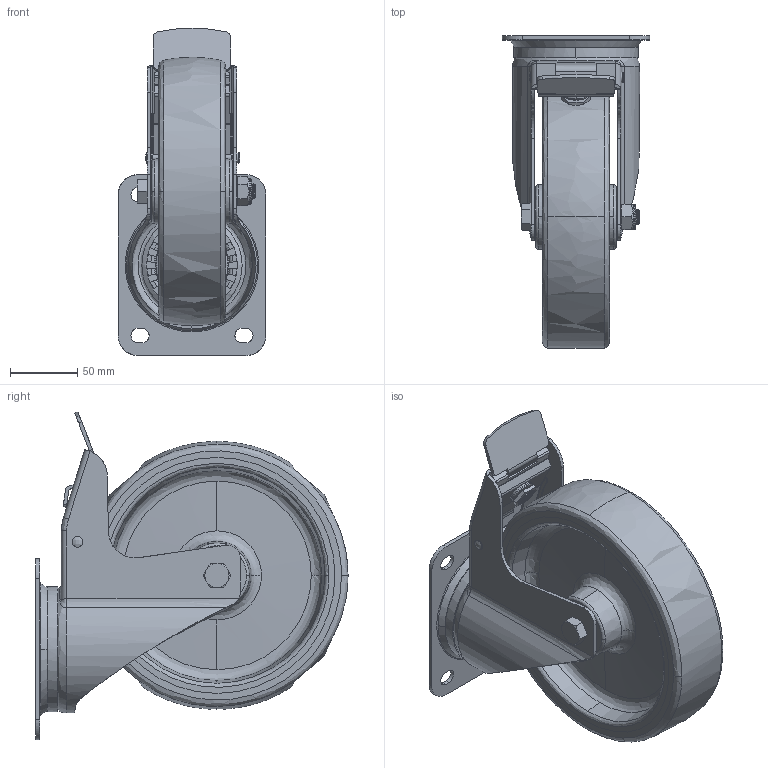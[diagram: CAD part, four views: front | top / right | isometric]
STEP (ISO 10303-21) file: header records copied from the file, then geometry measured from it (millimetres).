
FILE_DESCRIPTION (( 'STEP AP214' ), '1' );
FILE_NAME ('0056753.step', '2024-04-12T07:11:29', ( '' ), ( '' ), 'SwSTEP 2.0', 'SolidWorks 2020', '' );
FILE_SCHEMA (( 'AUTOMOTIVE_DESIGN' ));
Length unit declared in the file: millimetre
Products named in the file (1): 0056753
Bounding box: 110 x 232.76 x 244.11 mm (x, y, z)
Volume: 1048403.7 mm3; surface area: 249539.8 mm2
Topology: 1 solids, 1 shells, 1086 faces, 2977 edges, 1917 vertices
Faces by surface type: plane 443, bspline 313, cylinder 239, cone 83, torus 8
Entity records: 73948 total; most frequent: CARTESIAN_POINT 49072, ORIENTED_EDGE 5932, DIRECTION 3838, EDGE_CURVE 2966, VERTEX_POINT 1917, LINE 1280, VECTOR 1280, AXIS2_PLACEMENT_3D 1279
